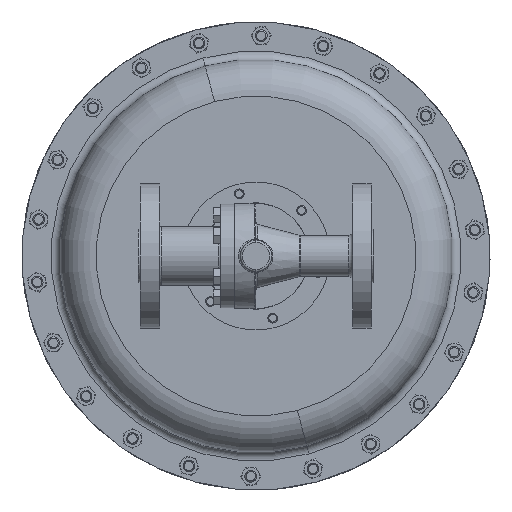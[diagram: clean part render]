
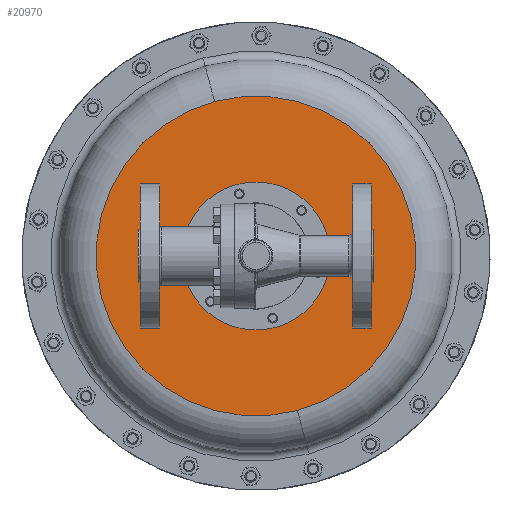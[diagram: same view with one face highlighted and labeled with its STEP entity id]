
A CAD part, front view. The second image highlights one B-rep face of the part: STEP entity #20970.
In plain terms, the highlighted planar face has unit normal (0, -1, 0).
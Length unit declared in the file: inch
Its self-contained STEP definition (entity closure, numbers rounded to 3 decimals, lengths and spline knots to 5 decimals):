
#1507 = PLANE ( 'NONE',  #34470 ) ;
#4005 = DIRECTION ( 'NONE',  ( 0., 1., 0. ) ) ;
#4238 = DIRECTION ( 'NONE',  ( 0., -1., 0. ) ) ;
#4450 = EDGE_LOOP ( 'NONE', ( #26961, #22148 ) ) ;
#5474 = DIRECTION ( 'NONE',  ( 0., 1., 0. ) ) ;
#6128 = CARTESIAN_POINT ( 'NONE',  ( 0.34286, 9.55036, 3.59738 ) ) ;
#6841 = VERTEX_POINT ( 'NONE', #17998 ) ;
#7085 = EDGE_CURVE ( 'NONE', #17865, #6841, #34026, .T. ) ;
#8431 = CARTESIAN_POINT ( 'NONE',  ( -0.98359, 9.55036, 8.54775 ) ) ;
#8676 = EDGE_LOOP ( 'NONE', ( #9520, #11735 ) ) ;
#8868 = DIRECTION ( 'NONE',  ( 0.707, 0., -0.707 ) ) ;
#9520 = ORIENTED_EDGE ( 'NONE', *, *, #34730, .T. ) ;
#11735 = ORIENTED_EDGE ( 'NONE', *, *, #25083, .T. ) ;
#13282 = EDGE_CURVE ( 'NONE', #6841, #17865, #14062, .T. ) ;
#14062 = CIRCLE ( 'NONE', #15512, 5.125 ) ;
#14318 = FACE_BOUND ( 'NONE', #8676, .T. ) ;
#14405 = CARTESIAN_POINT ( 'NONE',  ( 0.34286, 9.55036, 3.59738 ) ) ;
#15512 = AXIS2_PLACEMENT_3D ( 'NONE', #21689, #5474, #24448 ) ;
#17140 = DIRECTION ( 'NONE',  ( -0.259, 0., 0.966 ) ) ;
#17865 = VERTEX_POINT ( 'NONE', #8431 ) ;
#17998 = CARTESIAN_POINT ( 'NONE',  ( 1.66931, 9.55036, -1.35299 ) ) ;
#18981 = FACE_OUTER_BOUND ( 'NONE', #4450, .T. ) ;
#20216 = CARTESIAN_POINT ( 'NONE',  ( 0.34286, 9.55036, 3.59738 ) ) ;
#20970 = ADVANCED_FACE ( 'NONE', ( #18981, #14318 ), #1507, .T. ) ;
#21689 = CARTESIAN_POINT ( 'NONE',  ( 0.34286, 9.55036, 3.59738 ) ) ;
#22148 = ORIENTED_EDGE ( 'NONE', *, *, #13282, .F. ) ;
#22172 = CIRCLE ( 'NONE', #31622, 2.375 ) ;
#22559 = VERTEX_POINT ( 'NONE', #24395 ) ;
#22679 = AXIS2_PLACEMENT_3D ( 'NONE', #14405, #33435, #17140 ) ;
#22972 = DIRECTION ( 'NONE',  ( 0.707, 0., -0.707 ) ) ;
#23206 = DIRECTION ( 'NONE',  ( 0.259, 0., -0.966 ) ) ;
#24395 = CARTESIAN_POINT ( 'NONE',  ( 2.02224, 9.55036, 1.91801 ) ) ;
#24448 = DIRECTION ( 'NONE',  ( -0.259, 0., 0.966 ) ) ;
#25083 = EDGE_CURVE ( 'NONE', #22559, #26701, #22172, .T. ) ;
#25105 = DIRECTION ( 'NONE',  ( 0., 1., 0. ) ) ;
#26701 = VERTEX_POINT ( 'NONE', #28577 ) ;
#26961 = ORIENTED_EDGE ( 'NONE', *, *, #7085, .F. ) ;
#28152 = CIRCLE ( 'NONE', #28252, 2.375 ) ;
#28252 = AXIS2_PLACEMENT_3D ( 'NONE', #6128, #25105, #8868 ) ;
#28577 = CARTESIAN_POINT ( 'NONE',  ( -1.33652, 9.55036, 5.27676 ) ) ;
#31294 = CARTESIAN_POINT ( 'NONE',  ( 5.29323, 9.55036, 4.92383 ) ) ;
#31622 = AXIS2_PLACEMENT_3D ( 'NONE', #20216, #4005, #22972 ) ;
#33435 = DIRECTION ( 'NONE',  ( 0., 1., 0. ) ) ;
#34026 = CIRCLE ( 'NONE', #22679, 5.125 ) ;
#34470 = AXIS2_PLACEMENT_3D ( 'NONE', #31294, #4238, #23206 ) ;
#34730 = EDGE_CURVE ( 'NONE', #26701, #22559, #28152, .T. ) ;
